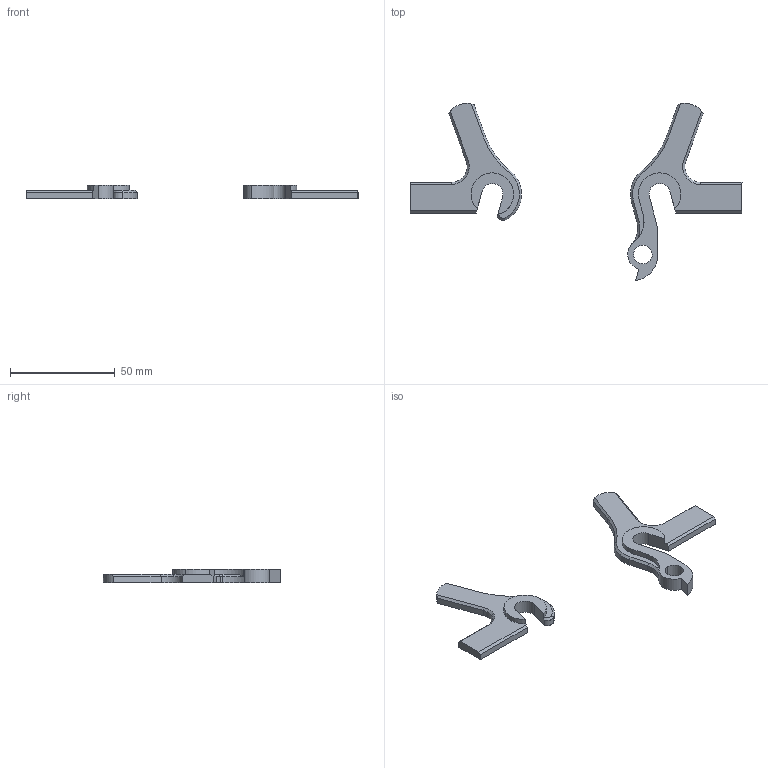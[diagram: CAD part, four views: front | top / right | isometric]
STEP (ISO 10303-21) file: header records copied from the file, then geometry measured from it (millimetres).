
FILE_DESCRIPTION (( 'STEP AP214' ), '1' );
FILE_NAME ('DR0008.STEP', '2012-07-03T19:08:56', ( 'BobCad' ), ( 'Microsoft' ), 'SwSTEP 2.0', 'SolidWorks 2012', '' );
FILE_SCHEMA (( 'AUTOMOTIVE_DESIGN' ));
Length unit declared in the file: millimetre
Products named in the file (3): DR0008; DR0008L; DR0008R
Assembly tree (2 placements, depth 2):
  DR0008
    DR0008L
    DR0008R
Bounding box: 158.74 x 84.75 x 6.5 mm (x, y, z)
Volume: 12285.6 mm3; surface area: 8106.7 mm2
Topology: 2 solids, 2 shells, 65 faces, 172 edges, 111 vertices
Faces by surface type: plane 33, cylinder 23, cone 9
Entity records: 2132 total; most frequent: CARTESIAN_POINT 374, DIRECTION 362, ORIENTED_EDGE 344, EDGE_CURVE 172, AXIS2_PLACEMENT_3D 127, VERTEX_POINT 111, VECTOR 108, LINE 108
